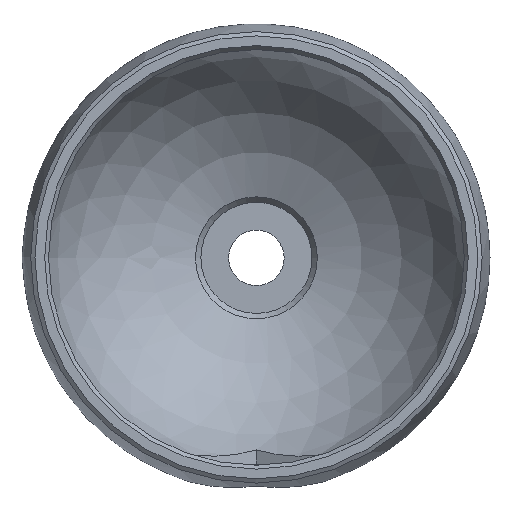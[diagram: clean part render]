
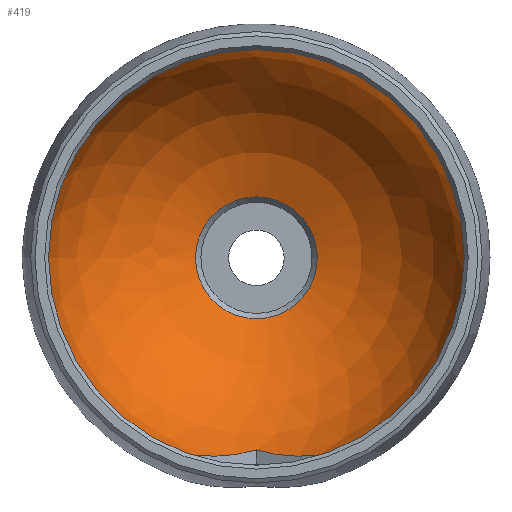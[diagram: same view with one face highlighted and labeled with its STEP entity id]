
A CAD part, top view. The second image highlights one B-rep face of the part: STEP entity #419.
In plain terms, the highlighted spherical face has radius 19.5 mm.
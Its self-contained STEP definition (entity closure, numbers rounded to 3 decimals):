
#43=FACE_BOUND('',#89,.T.);
#47=SPHERICAL_SURFACE('',#482,19.5);
#61=FACE_OUTER_BOUND('',#88,.T.);
#88=EDGE_LOOP('',(#337,#338,#339,#340,#341,#342));
#89=EDGE_LOOP('',(#343,#344,#345,#346,#347,#348));
#148=CIRCLE('',#474,18.67);
#149=CIRCLE('',#476,17.875);
#150=CIRCLE('',#478,17.875);
#151=CIRCLE('',#480,18.702);
#152=CIRCLE('',#481,18.702);
#153=CIRCLE('',#483,19.5);
#154=CIRCLE('',#484,5.482);
#155=CIRCLE('',#485,5.482);
#156=CIRCLE('',#486,19.19);
#157=CIRCLE('',#487,18.67);
#158=CIRCLE('',#488,19.19);
#188=VERTEX_POINT('',#729);
#189=VERTEX_POINT('',#731);
#190=VERTEX_POINT('',#735);
#191=VERTEX_POINT('',#739);
#192=VERTEX_POINT('',#743);
#193=VERTEX_POINT('',#744);
#194=VERTEX_POINT('',#749);
#195=VERTEX_POINT('',#751);
#196=VERTEX_POINT('',#754);
#197=VERTEX_POINT('',#756);
#238=EDGE_CURVE('',#189,#188,#148,.T.);
#241=EDGE_CURVE('',#188,#190,#149,.T.);
#243=EDGE_CURVE('',#190,#191,#150,.T.);
#244=EDGE_CURVE('',#192,#193,#151,.T.);
#245=EDGE_CURVE('',#193,#192,#152,.T.);
#247=EDGE_CURVE('',#193,#194,#153,.T.);
#248=EDGE_CURVE('',#195,#194,#154,.T.);
#249=EDGE_CURVE('',#194,#195,#155,.T.);
#250=EDGE_CURVE('',#196,#189,#156,.T.);
#251=EDGE_CURVE('',#191,#197,#157,.T.);
#252=EDGE_CURVE('',#197,#196,#158,.T.);
#337=ORIENTED_EDGE('',*,*,#244,.F.);
#338=ORIENTED_EDGE('',*,*,#245,.F.);
#339=ORIENTED_EDGE('',*,*,#247,.T.);
#340=ORIENTED_EDGE('',*,*,#248,.F.);
#341=ORIENTED_EDGE('',*,*,#249,.F.);
#342=ORIENTED_EDGE('',*,*,#247,.F.);
#343=ORIENTED_EDGE('',*,*,#250,.T.);
#344=ORIENTED_EDGE('',*,*,#238,.T.);
#345=ORIENTED_EDGE('',*,*,#241,.T.);
#346=ORIENTED_EDGE('',*,*,#243,.T.);
#347=ORIENTED_EDGE('',*,*,#251,.T.);
#348=ORIENTED_EDGE('',*,*,#252,.T.);
#419=ADVANCED_FACE('',(#61,#43),#47,.F.);
#474=AXIS2_PLACEMENT_3D('',#732,#567,#568);
#476=AXIS2_PLACEMENT_3D('',#737,#573,#574);
#478=AXIS2_PLACEMENT_3D('',#741,#578,#579);
#480=AXIS2_PLACEMENT_3D('',#745,#582,#583);
#481=AXIS2_PLACEMENT_3D('',#746,#584,#585);
#482=AXIS2_PLACEMENT_3D('',#748,#587,#588);
#483=AXIS2_PLACEMENT_3D('',#750,#589,#590);
#484=AXIS2_PLACEMENT_3D('',#752,#591,#592);
#485=AXIS2_PLACEMENT_3D('',#753,#593,#594);
#486=AXIS2_PLACEMENT_3D('',#755,#595,#596);
#487=AXIS2_PLACEMENT_3D('',#757,#597,#598);
#488=AXIS2_PLACEMENT_3D('',#758,#599,#600);
#567=DIRECTION('center_axis',(1.,0.,0.));
#568=DIRECTION('ref_axis',(0.,0.,-1.));
#573=DIRECTION('center_axis',(0.5,0.,0.866));
#574=DIRECTION('ref_axis',(0.,-1.,0.));
#578=DIRECTION('center_axis',(-0.5,0.,0.866));
#579=DIRECTION('ref_axis',(0.,-1.,0.));
#582=DIRECTION('center_axis',(0.,0.,-1.));
#583=DIRECTION('ref_axis',(0.,1.,0.));
#584=DIRECTION('center_axis',(0.,0.,-1.));
#585=DIRECTION('ref_axis',(0.,1.,0.));
#587=DIRECTION('center_axis',(0.,0.,1.));
#588=DIRECTION('ref_axis',(1.,0.,0.));
#589=DIRECTION('center_axis',(0.,-1.,0.));
#590=DIRECTION('ref_axis',(-1.,0.,0.));
#591=DIRECTION('center_axis',(0.,0.,1.));
#592=DIRECTION('ref_axis',(-1.,0.,0.));
#593=DIRECTION('center_axis',(0.,0.,1.));
#594=DIRECTION('ref_axis',(-1.,0.,0.));
#595=DIRECTION('center_axis',(0.5,0.,-0.866));
#596=DIRECTION('ref_axis',(0.,1.,0.));
#597=DIRECTION('center_axis',(-1.,0.,0.));
#598=DIRECTION('ref_axis',(0.,0.,1.));
#599=DIRECTION('center_axis',(-0.5,0.,-0.866));
#600=DIRECTION('ref_axis',(0.,1.,0.));
#729=CARTESIAN_POINT('',(-5.629,-17.762,17.75));
#731=CARTESIAN_POINT('',(-5.629,-18.655,24.25));
#732=CARTESIAN_POINT('Origin',(-5.629,0.,23.5));
#735=CARTESIAN_POINT('',(0.,-17.299,14.5));
#737=CARTESIAN_POINT('Origin',(-3.897,0.,16.75));
#739=CARTESIAN_POINT('',(5.629,-17.762,17.75));
#741=CARTESIAN_POINT('Origin',(3.897,0.,16.75));
#743=CARTESIAN_POINT('',(0.,-18.702,29.022));
#744=CARTESIAN_POINT('',(-18.702,0.,29.022));
#745=CARTESIAN_POINT('Origin',(0.,0.,29.022));
#746=CARTESIAN_POINT('Origin',(0.,0.,29.022));
#748=CARTESIAN_POINT('Origin',(0.,0.,23.5));
#749=CARTESIAN_POINT('',(-5.482,0.,4.786));
#750=CARTESIAN_POINT('Origin',(0.,0.,23.5));
#751=CARTESIAN_POINT('',(5.482,0.,4.786));
#752=CARTESIAN_POINT('Origin',(0.,0.,4.786));
#753=CARTESIAN_POINT('Origin',(0.,0.,4.786));
#754=CARTESIAN_POINT('',(0.,-19.085,27.5));
#755=CARTESIAN_POINT('Origin',(-1.732,0.,26.5));
#756=CARTESIAN_POINT('',(5.629,-18.655,24.25));
#757=CARTESIAN_POINT('Origin',(5.629,0.,23.5));
#758=CARTESIAN_POINT('Origin',(1.732,0.,26.5));
